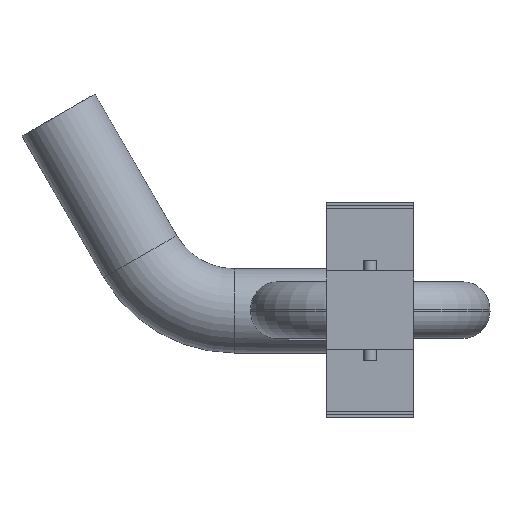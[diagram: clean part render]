
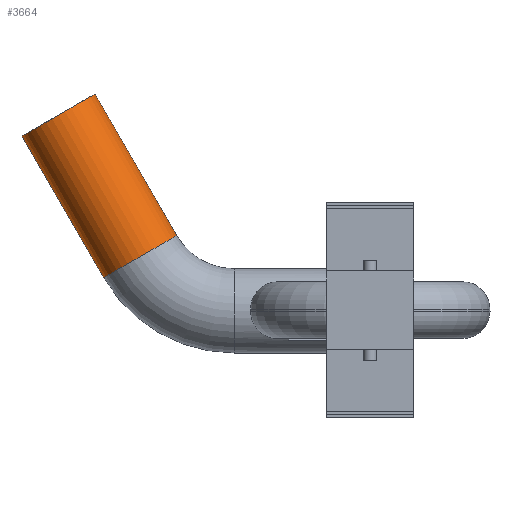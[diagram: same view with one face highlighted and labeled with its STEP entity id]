
A CAD part, left-side view. The second image highlights one B-rep face of the part: STEP entity #3664.
In plain terms, the highlighted cylindrical face has radius 38.73 mm (diameter 77.461 mm), a full revolution.
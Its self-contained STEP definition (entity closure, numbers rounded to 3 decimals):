
#494=FACE_OUTER_BOUND('',#736,.T.);
#736=EDGE_LOOP('',(#3345,#3346,#3347,#3348,#3349));
#1105=LINE('',#6147,#1478);
#1478=VECTOR('',#5088,38.73);
#1598=CIRCLE('',#4076,38.73);
#1599=CIRCLE('',#4077,38.73);
#1600=CIRCLE('',#4078,38.73);
#1920=VERTEX_POINT('',#6144);
#1921=VERTEX_POINT('',#6146);
#1922=VERTEX_POINT('',#6148);
#2400=EDGE_CURVE('',#1920,#1920,#1598,.T.);
#2401=EDGE_CURVE('',#1920,#1921,#1105,.T.);
#2402=EDGE_CURVE('',#1921,#1922,#1599,.T.);
#2403=EDGE_CURVE('',#1922,#1921,#1600,.T.);
#3345=ORIENTED_EDGE('',*,*,#2400,.F.);
#3346=ORIENTED_EDGE('',*,*,#2401,.T.);
#3347=ORIENTED_EDGE('',*,*,#2402,.T.);
#3348=ORIENTED_EDGE('',*,*,#2403,.T.);
#3349=ORIENTED_EDGE('',*,*,#2401,.F.);
#3469=CYLINDRICAL_SURFACE('',#4075,38.73);
#3664=ADVANCED_FACE('',(#494),#3469,.T.);
#4075=AXIS2_PLACEMENT_3D('',#6143,#5084,#5085);
#4076=AXIS2_PLACEMENT_3D('',#6145,#5086,#5087);
#4077=AXIS2_PLACEMENT_3D('',#6149,#5089,#5090);
#4078=AXIS2_PLACEMENT_3D('',#6150,#5091,#5092);
#5084=DIRECTION('center_axis',(0.,0.5,0.866));
#5085=DIRECTION('ref_axis',(1.,0.,0.));
#5086=DIRECTION('center_axis',(0.,0.5,0.866));
#5087=DIRECTION('ref_axis',(1.,0.,0.));
#5088=DIRECTION('',(0.,-0.5,-0.866));
#5089=DIRECTION('center_axis',(0.,0.5,0.866));
#5090=DIRECTION('ref_axis',(1.,0.,0.));
#5091=DIRECTION('center_axis',(0.,0.5,0.866));
#5092=DIRECTION('ref_axis',(1.,0.,0.));
#6143=CARTESIAN_POINT('Origin',(10.,211.26,311.802));
#6144=CARTESIAN_POINT('',(-28.73,286.26,441.706));
#6145=CARTESIAN_POINT('Origin',(10.,286.26,441.706));
#6146=CARTESIAN_POINT('',(-28.73,211.26,311.802));
#6147=CARTESIAN_POINT('',(-28.73,211.26,311.802));
#6148=CARTESIAN_POINT('',(10.,177.718,331.167));
#6149=CARTESIAN_POINT('Origin',(10.,211.26,311.802));
#6150=CARTESIAN_POINT('Origin',(10.,211.26,311.802));
